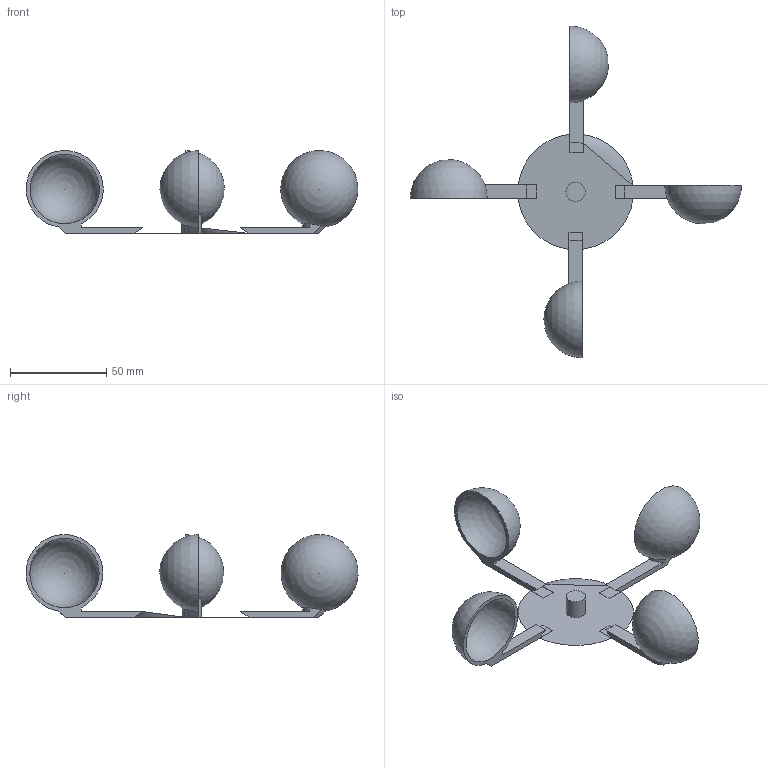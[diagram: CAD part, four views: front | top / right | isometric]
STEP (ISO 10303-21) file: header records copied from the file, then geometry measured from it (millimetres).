
FILE_DESCRIPTION(/* description */ (''),/* implementation_level */ '2;1');
FILE_NAME(/* name */ 'TOPANEMO.stp',/* time_stamp */ '2023-02-18T15:36:47+01:00',/* author */ (''),/* organization */ (''),/* preprocessor_version */ 'ST-DEVELOPER v15.2',/* originating_system */ 'Autodesk Translator Framework v2.0.0.5431',/* authorisation */ '');
FILE_SCHEMA (('AUTOMOTIVE_DESIGN { 1 0 10303 214 3 1 1 }'));
Length unit declared in the file: centimetre
Products named in the file (1): (Unsaved)
Bounding box: 172.01 x 172.31 x 43.02 mm (x, y, z)
Volume: 29609.1 mm3; surface area: 25901.5 mm2
Topology: 1 solids, 1 shells, 44 faces, 139 edges, 94 vertices
Faces by surface type: plane 30, sphere 8, cylinder 5, cone 1
Full cylindrical faces by diameter (mm): 10 x1
Entity records: 1375 total; most frequent: CARTESIAN_POINT 253, DIRECTION 234, ORIENTED_EDGE 228, EDGE_CURVE 114, AXIS2_PLACEMENT_3D 83, VERTEX_POINT 78, LINE 68, VECTOR 68
